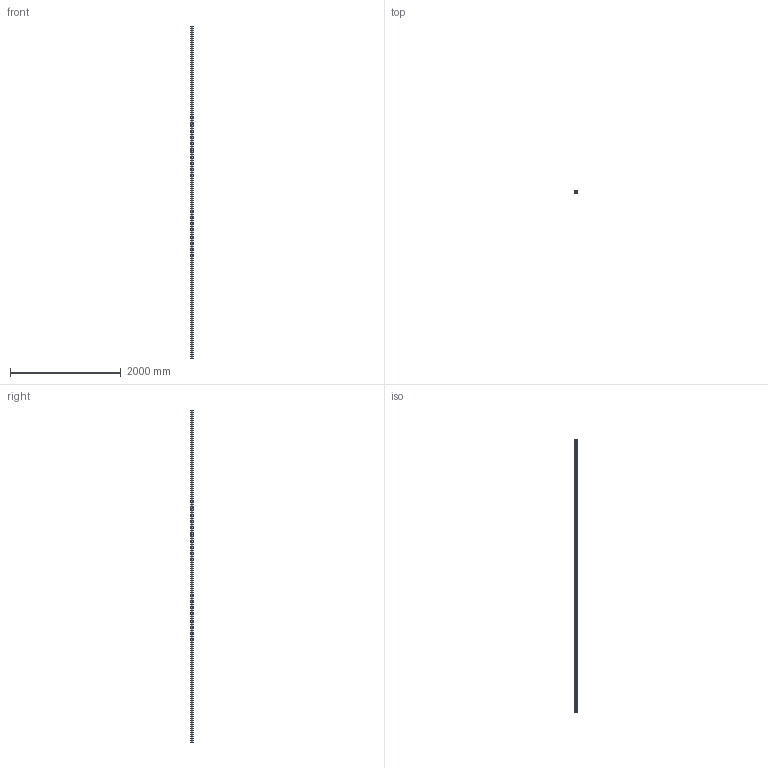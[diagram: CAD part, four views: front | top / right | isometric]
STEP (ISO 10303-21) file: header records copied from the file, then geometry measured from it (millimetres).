
FILE_DESCRIPTION(('STEP AP203'),'1');
FILE_NAME('MOOV00E2015.stp','2025-04-15T13:13:31',(' '),(' '),'Spatial InterOp 3D',' ',' ');
FILE_SCHEMA(('CONFIG_CONTROL_DESIGN'));
Length unit declared in the file: millimetre
Products named in the file (1): Tube D50x2,5 Al
Bounding box: 50 x 50 x 6000 mm (x, y, z)
Volume: 1680795.4 mm3; surface area: 2086681.3 mm2
Topology: 1 solids, 1 shells, 51 faces, 147 edges, 98 vertices
Faces by surface type: cylinder 49, plane 2
Full cylindrical faces by diameter (mm): 50 x1
Entity records: 1854 total; most frequent: DIRECTION 348, CARTESIAN_POINT 296, ORIENTED_EDGE 292, AXIS2_PLACEMENT_3D 150, EDGE_CURVE 146, VERTEX_POINT 98, CIRCLE 98, EDGE_LOOP 54
